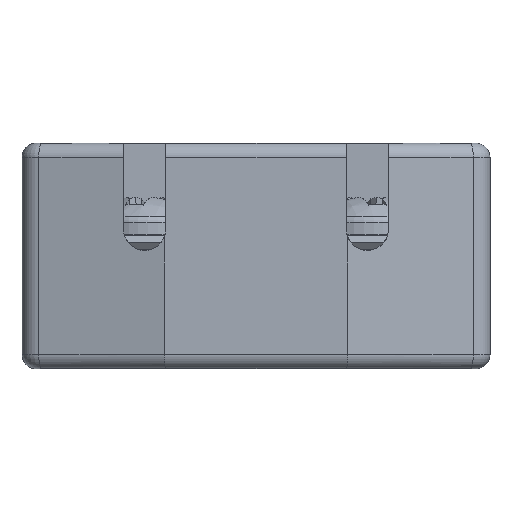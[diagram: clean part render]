
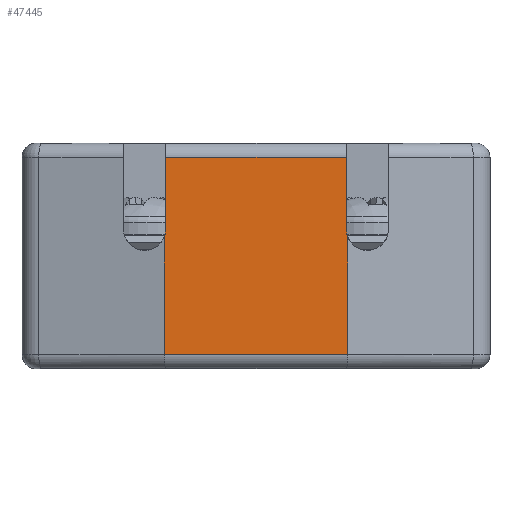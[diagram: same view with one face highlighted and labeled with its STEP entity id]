
A CAD part, left-side view. The second image highlights one B-rep face of the part: STEP entity #47445.
In plain terms, the highlighted planar face has unit normal (-1, 0, 0).
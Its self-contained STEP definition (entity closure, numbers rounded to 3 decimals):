
#1181 = DIRECTION ( 'NONE',  ( 0., 0., 1. ) ) ;
#1244 = VECTOR ( 'NONE', #52647, 1000. ) ;
#2349 = ORIENTED_EDGE ( 'NONE', *, *, #22753, .T. ) ;
#4476 = EDGE_CURVE ( 'NONE', #48350, #40209, #12747, .T. ) ;
#5038 = VERTEX_POINT ( 'NONE', #49900 ) ;
#6829 = CARTESIAN_POINT ( 'NONE',  ( -14., 0., 3.5 ) ) ;
#7455 = CIRCLE ( 'NONE', #74888, 0.75 ) ;
#7499 = DIRECTION ( 'NONE',  ( 0., 0., 1. ) ) ;
#8500 = AXIS2_PLACEMENT_3D ( 'NONE', #66394, #21446, #80404 ) ;
#8668 = VERTEX_POINT ( 'NONE', #32994 ) ;
#9613 = EDGE_CURVE ( 'NONE', #8668, #58663, #55693, .T. ) ;
#11271 = PLANE ( 'NONE',  #17212 ) ;
#12747 = LINE ( 'NONE', #30446, #53756 ) ;
#15166 = CARTESIAN_POINT ( 'NONE',  ( -14., 3.25, -3.5 ) ) ;
#15272 = CARTESIAN_POINT ( 'NONE',  ( -14., 3.25, 4. ) ) ;
#15599 = EDGE_CURVE ( 'NONE', #48350, #8668, #37136, .T. ) ;
#17212 = AXIS2_PLACEMENT_3D ( 'NONE', #64249, #25023, #25312 ) ;
#17868 = VERTEX_POINT ( 'NONE', #29693 ) ;
#20734 = LINE ( 'NONE', #6829, #1244 ) ;
#21446 = DIRECTION ( 'NONE',  ( 1., 0., 0. ) ) ;
#21533 = CARTESIAN_POINT ( 'NONE',  ( -14., -3.2, 4. ) ) ;
#22753 = EDGE_CURVE ( 'NONE', #58663, #17868, #20734, .T. ) ;
#23791 = ORIENTED_EDGE ( 'NONE', *, *, #58199, .F. ) ;
#25023 = DIRECTION ( 'NONE',  ( -1., 0., 0. ) ) ;
#25312 = DIRECTION ( 'NONE',  ( 0., 0., 1. ) ) ;
#26445 = EDGE_CURVE ( 'NONE', #55199, #40209, #26808, .T. ) ;
#26808 = LINE ( 'NONE', #51664, #74924 ) ;
#29601 = DIRECTION ( 'NONE',  ( 0., 0., -1. ) ) ;
#29693 = CARTESIAN_POINT ( 'NONE',  ( -14., 3.2, 3.5 ) ) ;
#30446 = CARTESIAN_POINT ( 'NONE',  ( -14., -3.25, 4. ) ) ;
#31558 = VERTEX_POINT ( 'NONE', #50429 ) ;
#32859 = FACE_OUTER_BOUND ( 'NONE', #48109, .T. ) ;
#32994 = CARTESIAN_POINT ( 'NONE',  ( -14., -3.2, 0.95 ) ) ;
#33214 = VECTOR ( 'NONE', #7499, 1000. ) ;
#36166 = EDGE_CURVE ( 'NONE', #5038, #55199, #62635, .T. ) ;
#37136 = CIRCLE ( 'NONE', #8500, 0.75 ) ;
#40209 = VERTEX_POINT ( 'NONE', #60499 ) ;
#42160 = DIRECTION ( 'NONE',  ( 0., 0., -1. ) ) ;
#47071 = ORIENTED_EDGE ( 'NONE', *, *, #36166, .T. ) ;
#47445 = ADVANCED_FACE ( 'NONE', ( #32859 ), #11271, .T. ) ;
#48109 = EDGE_LOOP ( 'NONE', ( #78699, #52088, #81855, #2349, #23791, #84069, #47071, #72510 ) ) ;
#48350 = VERTEX_POINT ( 'NONE', #71400 ) ;
#49900 = CARTESIAN_POINT ( 'NONE',  ( -14., 3.25, 0.681 ) ) ;
#50429 = CARTESIAN_POINT ( 'NONE',  ( -14., 3.2, 0.95 ) ) ;
#51664 = CARTESIAN_POINT ( 'NONE',  ( -14., -3.25, -3.5 ) ) ;
#52035 = DIRECTION ( 'NONE',  ( 1., 0., 0. ) ) ;
#52088 = ORIENTED_EDGE ( 'NONE', *, *, #15599, .T. ) ;
#52647 = DIRECTION ( 'NONE',  ( 0., 1., 0. ) ) ;
#53756 = VECTOR ( 'NONE', #29601, 1000. ) ;
#55199 = VERTEX_POINT ( 'NONE', #15166 ) ;
#55245 = CARTESIAN_POINT ( 'NONE',  ( -14., -3.2, 3.5 ) ) ;
#55693 = LINE ( 'NONE', #21533, #33214 ) ;
#56730 = VECTOR ( 'NONE', #1181, 1000. ) ;
#58199 = EDGE_CURVE ( 'NONE', #31558, #17868, #60864, .T. ) ;
#58663 = VERTEX_POINT ( 'NONE', #55245 ) ;
#60449 = CARTESIAN_POINT ( 'NONE',  ( -14., 3.2, 4. ) ) ;
#60499 = CARTESIAN_POINT ( 'NONE',  ( -14., -3.25, -3.5 ) ) ;
#60864 = LINE ( 'NONE', #60449, #56730 ) ;
#62635 = LINE ( 'NONE', #15272, #64597 ) ;
#64249 = CARTESIAN_POINT ( 'NONE',  ( -14., 0., 4. ) ) ;
#64597 = VECTOR ( 'NONE', #42160, 1000. ) ;
#64937 = DIRECTION ( 'NONE',  ( 0., 0., 1. ) ) ;
#65133 = DIRECTION ( 'NONE',  ( 0., -1., 0. ) ) ;
#66394 = CARTESIAN_POINT ( 'NONE',  ( -14., -3.95, 0.95 ) ) ;
#71400 = CARTESIAN_POINT ( 'NONE',  ( -14., -3.25, 0.681 ) ) ;
#71465 = EDGE_CURVE ( 'NONE', #31558, #5038, #7455, .T. ) ;
#72510 = ORIENTED_EDGE ( 'NONE', *, *, #26445, .T. ) ;
#74888 = AXIS2_PLACEMENT_3D ( 'NONE', #78090, #52035, #64937 ) ;
#74924 = VECTOR ( 'NONE', #65133, 1000. ) ;
#78090 = CARTESIAN_POINT ( 'NONE',  ( -14., 3.95, 0.95 ) ) ;
#78699 = ORIENTED_EDGE ( 'NONE', *, *, #4476, .F. ) ;
#80404 = DIRECTION ( 'NONE',  ( 0., 0., 1. ) ) ;
#81855 = ORIENTED_EDGE ( 'NONE', *, *, #9613, .T. ) ;
#84069 = ORIENTED_EDGE ( 'NONE', *, *, #71465, .T. ) ;
